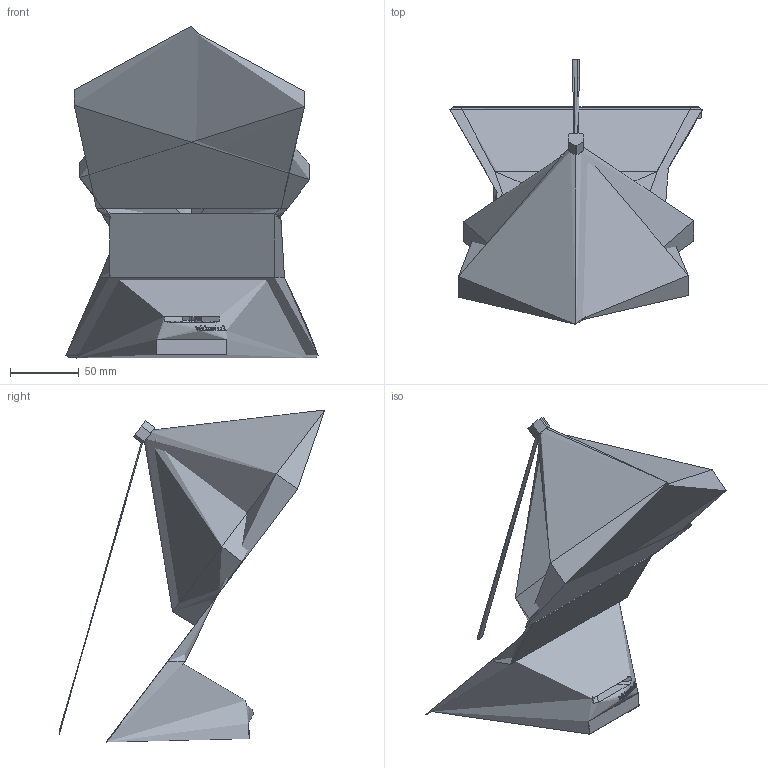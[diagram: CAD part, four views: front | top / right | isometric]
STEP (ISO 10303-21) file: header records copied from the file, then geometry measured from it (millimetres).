
FILE_DESCRIPTION(/* description */ (''),/* implementation_level */ '2;1');
FILE_NAME(/* name */ 'Dalù',/* time_stamp */ '2026-01-21T16:11:17+01:00',/* author */ (''),/* organization */ (''),/* preprocessor_version */ 'ST-DEVELOPER v16.5',/* originating_system */ 'Rhino 7.37',/* authorisation */ '');
FILE_SCHEMA (('AUTOMOTIVE_DESIGN'));
Length unit declared in the file: millimetre
Products named in the file (1): Document
Bounding box: 183.8 x 193.24 x 241.79 mm (x, y, z)
Volume: 75176.8 mm3; surface area: 189688.7 mm2
Topology: 2 solids, 7 shells, 301 faces, 897 edges, 614 vertices
Faces by surface type: cylinder 136, plane 106, bspline 59
Entity records: 15685 total; most frequent: CARTESIAN_POINT 10155, ORIENTED_EDGE 1527, B_SPLINE_CURVE_WITH_KNOTS 804, EDGE_CURVE 785, VERTEX_POINT 506, EDGE_LOOP 301, ADVANCED_FACE 279, FACE_OUTER_BOUND 279
